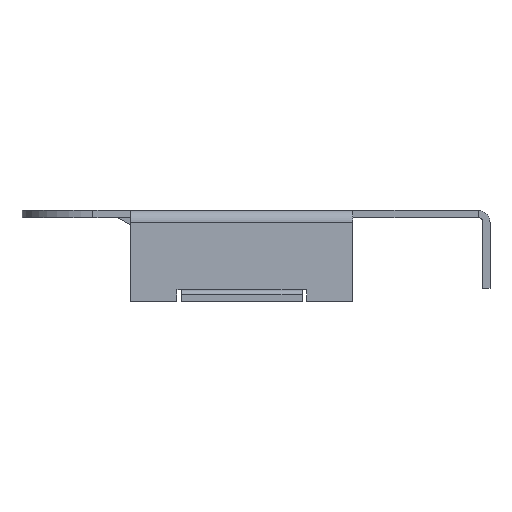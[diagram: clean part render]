
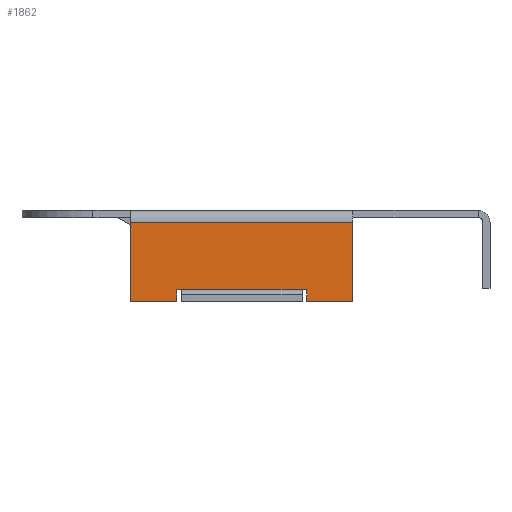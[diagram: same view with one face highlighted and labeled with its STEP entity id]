
A CAD part, left-side view. The second image highlights one B-rep face of the part: STEP entity #1862.
In plain terms, the highlighted face is planar.
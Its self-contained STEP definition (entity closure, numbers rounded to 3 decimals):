
#437=ORIENTED_EDGE('',*,*,#812,.F.);
#438=ORIENTED_EDGE('',*,*,#758,.T.);
#439=ORIENTED_EDGE('',*,*,#827,.F.);
#440=ORIENTED_EDGE('',*,*,#807,.T.);
#441=ORIENTED_EDGE('',*,*,#809,.F.);
#442=ORIENTED_EDGE('',*,*,#761,.T.);
#443=ORIENTED_EDGE('',*,*,#865,.T.);
#444=ORIENTED_EDGE('',*,*,#871,.T.);
#445=ORIENTED_EDGE('',*,*,#872,.T.);
#446=ORIENTED_EDGE('',*,*,#867,.T.);
#758=EDGE_CURVE('',#1005,#1003,#1165,.T.);
#761=EDGE_CURVE('',#1007,#1008,#1168,.T.);
#807=EDGE_CURVE('',#1043,#1046,#1199,.T.);
#809=EDGE_CURVE('',#1007,#1046,#1201,.T.);
#812=EDGE_CURVE('',#1005,#1047,#1204,.T.);
#827=EDGE_CURVE('',#1043,#1003,#1215,.T.);
#865=EDGE_CURVE('',#1008,#1078,#1247,.T.);
#867=EDGE_CURVE('',#1080,#1047,#1249,.T.);
#871=EDGE_CURVE('',#1078,#1082,#1253,.T.);
#872=EDGE_CURVE('',#1082,#1080,#1254,.T.);
#1003=VERTEX_POINT('',#2776);
#1005=VERTEX_POINT('',#2779);
#1007=VERTEX_POINT('',#2785);
#1008=VERTEX_POINT('',#2786);
#1043=VERTEX_POINT('',#2881);
#1046=VERTEX_POINT('',#2886);
#1047=VERTEX_POINT('',#2893);
#1078=VERTEX_POINT('',#2999);
#1080=VERTEX_POINT('',#3005);
#1082=VERTEX_POINT('',#3013);
#1165=LINE('',#2778,#1353);
#1168=LINE('',#2784,#1356);
#1199=LINE('',#2887,#1387);
#1201=LINE('',#2890,#1389);
#1204=LINE('',#2896,#1392);
#1215=LINE('',#2925,#1403);
#1247=LINE('',#3000,#1435);
#1249=LINE('',#3004,#1437);
#1253=LINE('',#3012,#1441);
#1254=LINE('',#3014,#1442);
#1353=VECTOR('',#2213,1000.);
#1356=VECTOR('',#2218,1000.);
#1387=VECTOR('',#2301,1000.);
#1389=VECTOR('',#2305,1000.);
#1392=VECTOR('',#2310,1000.);
#1403=VECTOR('',#2341,1000.);
#1435=VECTOR('',#2415,1000.);
#1437=VECTOR('',#2419,1000.);
#1441=VECTOR('',#2427,1000.);
#1442=VECTOR('',#2428,1000.);
#1566=EDGE_LOOP('',(#437,#438,#439,#440,#441,#442,#443,#444,#445,#446));
#1680=FACE_BOUND('',#1566,.T.);
#1770=PLANE('',#2019);
#1862=ADVANCED_FACE('',(#1680),#1770,.T.);
#2019=AXIS2_PLACEMENT_3D('',#3011,#2425,#2426);
#2213=DIRECTION('',(1.,0.,0.));
#2218=DIRECTION('',(1.,0.,0.));
#2301=DIRECTION('',(1.,0.,0.));
#2305=DIRECTION('',(0.,0.,1.));
#2310=DIRECTION('',(0.,0.,-1.));
#2341=DIRECTION('',(-1.,0.,0.));
#2415=DIRECTION('',(0.,0.,1.));
#2419=DIRECTION('',(1.,0.,0.));
#2425=DIRECTION('',(0.,-1.,0.));
#2426=DIRECTION('',(0.,0.,-1.));
#2427=DIRECTION('',(-1.,0.,0.));
#2428=DIRECTION('',(0.,0.,-1.));
#2776=CARTESIAN_POINT('',(-2.55,-10.55,0.65));
#2778=CARTESIAN_POINT('',(2.55,-10.55,0.65));
#2779=CARTESIAN_POINT('',(-2.75,-10.55,0.65));
#2784=CARTESIAN_POINT('',(-9.3,-10.55,0.15));
#2785=CARTESIAN_POINT('',(2.75,-10.55,0.15));
#2786=CARTESIAN_POINT('',(4.7,-10.55,0.15));
#2881=CARTESIAN_POINT('',(2.55,-10.55,0.65));
#2886=CARTESIAN_POINT('',(2.75,-10.55,0.65));
#2887=CARTESIAN_POINT('',(2.55,-10.55,0.65));
#2890=CARTESIAN_POINT('',(2.75,-10.55,0.65));
#2893=CARTESIAN_POINT('',(-2.75,-10.55,0.15));
#2896=CARTESIAN_POINT('',(-2.75,-10.55,0.65));
#2925=CARTESIAN_POINT('',(2.55,-10.55,0.65));
#2999=CARTESIAN_POINT('',(4.7,-10.55,3.5));
#3000=CARTESIAN_POINT('',(4.7,-10.55,3.735));
#3004=CARTESIAN_POINT('',(-9.3,-10.55,0.15));
#3005=CARTESIAN_POINT('',(-4.7,-10.55,0.15));
#3011=CARTESIAN_POINT('',(4.7,-10.55,3.735));
#3012=CARTESIAN_POINT('',(4.7,-10.55,3.5));
#3013=CARTESIAN_POINT('',(-4.7,-10.55,3.5));
#3014=CARTESIAN_POINT('',(-4.7,-10.55,29.21));
